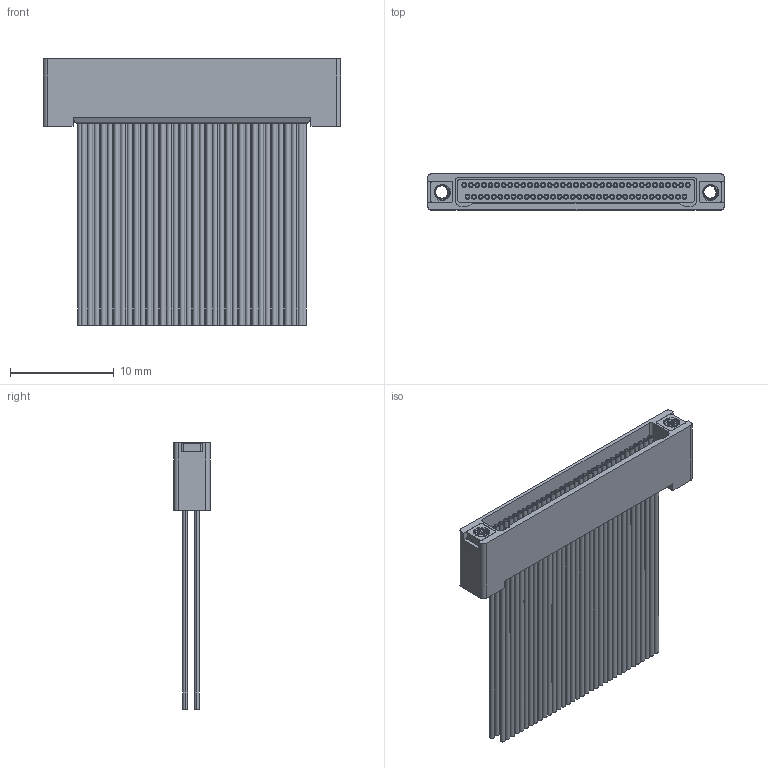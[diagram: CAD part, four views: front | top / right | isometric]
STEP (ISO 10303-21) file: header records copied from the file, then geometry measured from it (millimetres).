
FILE_DESCRIPTION((''),'2;1');
FILE_NAME('FWND0-S0690310-001','2024-11-05T',('gongcheng6'),(''),'PRO/ENGINEER BY PARAMETRIC TECHNOLOGY CORPORATION, 2010280','PRO/ENGINEER BY PARAMETRIC TECHNOLOGY CORPORATION, 2010280','');
FILE_SCHEMA(('CONFIG_CONTROL_DESIGN'));
Products named in the file (1): FWND0-S0690310-001
Bounding box: 28.68 x 3.48 x 25.7 mm (x, y, z)
Volume: 676.4 mm3; surface area: 3308.6 mm2
Topology: 1 solids, 1 shells, 891 faces, 2047 edges, 1336 vertices
Faces by surface type: cylinder 571, plane 259, bspline 39, cone 14, torus 8
Entity records: 44692 total; most frequent: CARTESIAN_POINT 23906, DIRECTION 4614, ORIENTED_EDGE 4094, EDGE_CURVE 2047, AXIS2_PLACEMENT_3D 1940, VERTEX_POINT 1336, CIRCLE 1088, EDGE_LOOP 1073
